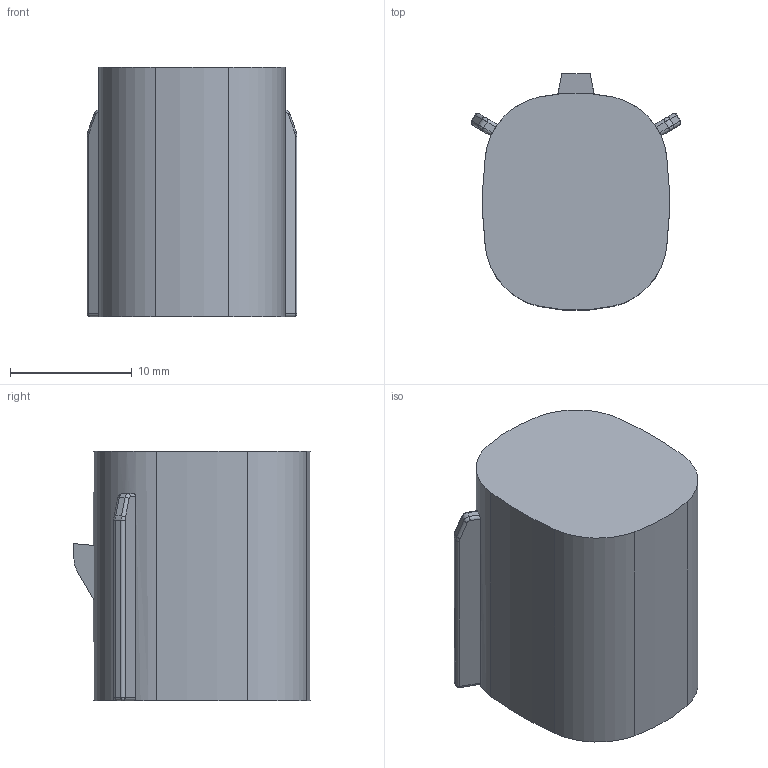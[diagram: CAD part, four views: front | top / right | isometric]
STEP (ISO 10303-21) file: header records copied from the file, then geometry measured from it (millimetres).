
FILE_DESCRIPTION(('CoCreate Modeling STEP Export'),'2;1');
FILE_NAME('CM-150-S-004-2-A02.stp','2012-05-22T11:31:20',(''),(''),'CoCreate Modeling STEP processor for AP214 (Solid Model)','CoCreate Modeling 17.0B 09-Oct-2010 (C) Parametric Technology GmbH','');
FILE_SCHEMA(('AUTOMOTIVE_DESIGN { 1 0 10303 214 1 1 1 1 }'));
Length unit declared in the file: millimetre
Products named in the file (2): CM-150-S-004-2-A02
Assembly tree (1 placements, depth 2):
  CM-150-S-004-2-A02
    CM-150-S-004-2-A02
Bounding box: 17.23 x 19.38 x 20.5 mm (x, y, z)
Volume: 1823 mm3; surface area: 2715.2 mm2
Topology: 1 solids, 1 shells, 130 faces, 331 edges, 206 vertices
Faces by surface type: cylinder 55, plane 47, torus 16, cone 8, sphere 4
Entity records: 4320 total; most frequent: CARTESIAN_POINT 1037, DIRECTION 731, ORIENTED_EDGE 654, EDGE_CURVE 327, AXIS2_PLACEMENT_3D 280, VERTEX_POINT 206, VECTOR 171, LINE 171
